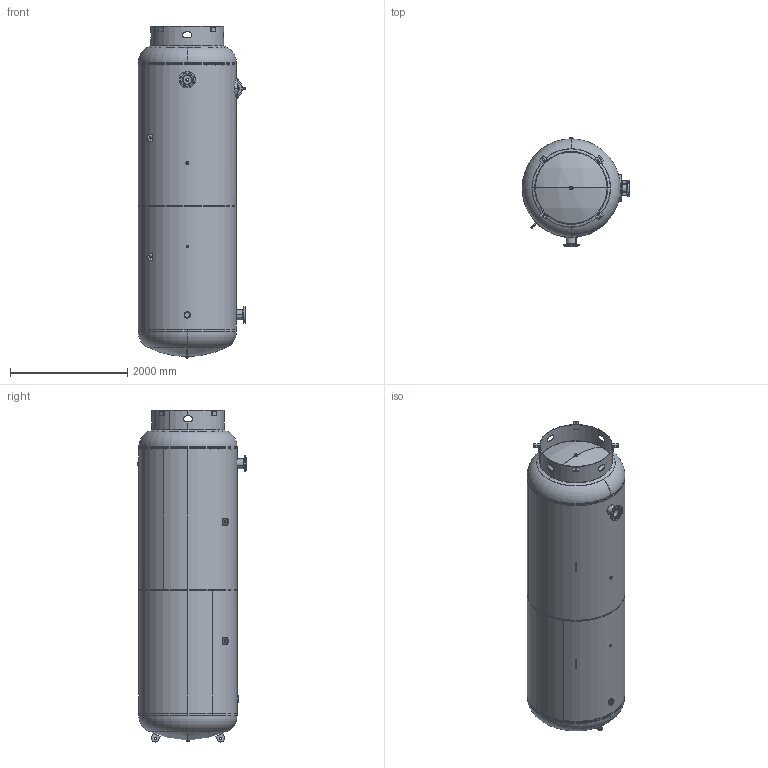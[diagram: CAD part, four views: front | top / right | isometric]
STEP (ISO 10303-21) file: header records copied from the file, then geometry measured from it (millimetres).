
FILE_DESCRIPTION (( 'STEP AP214' ), '1' );
FILE_NAME ('302455.STEP', '2025-06-26T22:07:46', ( '' ), ( '' ), 'SwSTEP 2.0', 'SolidWorks 2022', '' );
FILE_SCHEMA (( 'AUTOMOTIVE_DESIGN' ));
Length unit declared in the file: inch
Products named in the file (1): 302455
Bounding box: 1838.23 x 1844.37 x 5666.48 mm (x, y, z)
Surface area: 63149273.7 mm2 (no closed solid volume)
Topology: 0 solids, 43 shells, 354 faces, 1075 edges, 750 vertices
Faces by surface type: cylinder 151, plane 128, torus 42, bspline 21, sphere 8, cone 4
Entity records: 25183 total; most frequent: CARTESIAN_POINT 10991, DIRECTION 2049, ORIENTED_EDGE 1786, EDGE_CURVE 1075, AXIS2_PLACEMENT_3D 806, VERTEX_POINT 750, CIRCLE 472, VECTOR 437
